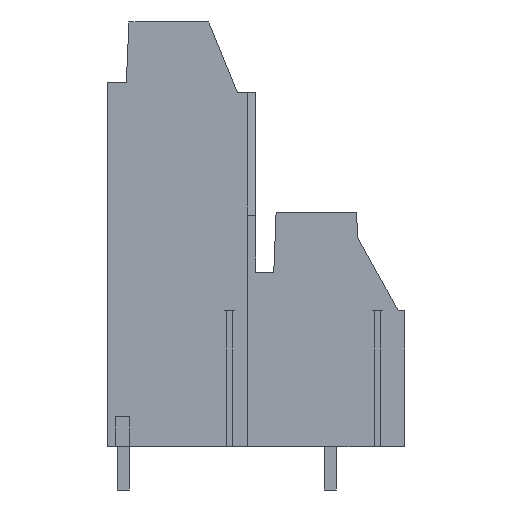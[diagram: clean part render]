
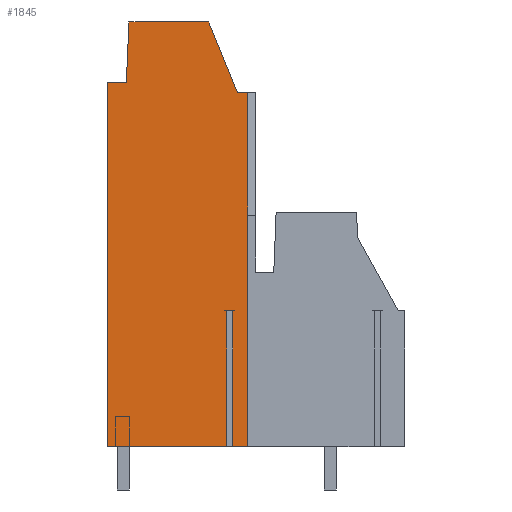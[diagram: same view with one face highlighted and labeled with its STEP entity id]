
A CAD part, left-side view. The second image highlights one B-rep face of the part: STEP entity #1845.
In plain terms, the highlighted planar face has unit normal (-1, 0, 0).
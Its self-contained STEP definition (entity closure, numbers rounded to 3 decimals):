
#1779=AXIS2_PLACEMENT_3D('Plane Axis2P3D',#1776,#1777,#1778) ;
#979=CARTESIAN_POINT('Line Origine',(0.,12.12,3.2)) ;
#983=CARTESIAN_POINT('Vertex',(0.,11.574,3.2)) ;
#985=CARTESIAN_POINT('Vertex',(0.,12.665,3.2)) ;
#1034=CARTESIAN_POINT('Vertex',(0.,13.115,3.2)) ;
#1037=CARTESIAN_POINT('Line Origine',(0.,17.528,3.2)) ;
#1041=CARTESIAN_POINT('Vertex',(0.,21.94,3.2)) ;
#1550=CARTESIAN_POINT('Vertex',(0.,11.574,29.26)) ;
#1553=CARTESIAN_POINT('Line Origine',(0.,11.574,16.23)) ;
#1759=CARTESIAN_POINT('Vertex',(0.,12.337,29.26)) ;
#1762=CARTESIAN_POINT('Line Origine',(0.,11.956,29.26)) ;
#1776=CARTESIAN_POINT('Axis2P3D Location',(0.,11.,17.2)) ;
#1782=CARTESIAN_POINT('Control Point',(0.,20.328,34.47)) ;
#1783=CARTESIAN_POINT('Control Point',(0.,20.521,30.05)) ;
#1784=CARTESIAN_POINT('Vertex',(0.,20.328,34.47)) ;
#1786=CARTESIAN_POINT('Vertex',(0.,20.521,30.05)) ;
#1789=CARTESIAN_POINT('Line Origine',(0.,16.853,30.05)) ;
#1793=CARTESIAN_POINT('Vertex',(0.,21.94,30.05)) ;
#1796=CARTESIAN_POINT('Line Origine',(0.,21.94,34.47)) ;
#1801=CARTESIAN_POINT('Line Origine',(0.,13.115,34.47)) ;
#1805=CARTESIAN_POINT('Vertex',(0.,13.115,13.2)) ;
#1808=CARTESIAN_POINT('Line Origine',(0.,16.853,13.2)) ;
#1812=CARTESIAN_POINT('Vertex',(0.,12.665,13.2)) ;
#1815=CARTESIAN_POINT('Line Origine',(0.,12.665,34.47)) ;
#1821=CARTESIAN_POINT('Control Point',(0.,12.337,29.26)) ;
#1822=CARTESIAN_POINT('Control Point',(0.,14.449,34.47)) ;
#1823=CARTESIAN_POINT('Vertex',(0.,14.449,34.47)) ;
#1826=CARTESIAN_POINT('Line Origine',(0.,16.853,34.47)) ;
#980=DIRECTION('Vector Direction',(0.,1.,0.)) ;
#1038=DIRECTION('Vector Direction',(0.,1.,0.)) ;
#1554=DIRECTION('Vector Direction',(0.,0.,-1.)) ;
#1763=DIRECTION('Vector Direction',(0.,1.,0.)) ;
#1777=DIRECTION('Axis2P3D Direction',(1.,0.,0.)) ;
#1778=DIRECTION('Axis2P3D XDirection',(0.,1.,0.)) ;
#1790=DIRECTION('Vector Direction',(0.,1.,0.)) ;
#1797=DIRECTION('Vector Direction',(0.,0.,1.)) ;
#1802=DIRECTION('Vector Direction',(0.,0.,1.)) ;
#1809=DIRECTION('Vector Direction',(0.,1.,0.)) ;
#1816=DIRECTION('Vector Direction',(0.,0.,1.)) ;
#1827=DIRECTION('Vector Direction',(0.,1.,0.)) ;
#981=VECTOR('Line Direction',#980,1.) ;
#1039=VECTOR('Line Direction',#1038,1.) ;
#1555=VECTOR('Line Direction',#1554,1.) ;
#1764=VECTOR('Line Direction',#1763,1.) ;
#1791=VECTOR('Line Direction',#1790,1.) ;
#1798=VECTOR('Line Direction',#1797,1.) ;
#1803=VECTOR('Line Direction',#1802,1.) ;
#1810=VECTOR('Line Direction',#1809,1.) ;
#1817=VECTOR('Line Direction',#1816,1.) ;
#1828=VECTOR('Line Direction',#1827,1.) ;
#1832=ORIENTED_EDGE('',*,*,#1788,.T.) ;
#1833=ORIENTED_EDGE('',*,*,#1795,.T.) ;
#1834=ORIENTED_EDGE('',*,*,#1800,.T.) ;
#1835=ORIENTED_EDGE('',*,*,#1043,.F.) ;
#1836=ORIENTED_EDGE('',*,*,#1807,.T.) ;
#1837=ORIENTED_EDGE('',*,*,#1814,.T.) ;
#1838=ORIENTED_EDGE('',*,*,#1819,.F.) ;
#1839=ORIENTED_EDGE('',*,*,#987,.F.) ;
#1840=ORIENTED_EDGE('',*,*,#1557,.F.) ;
#1841=ORIENTED_EDGE('',*,*,#1766,.T.) ;
#1842=ORIENTED_EDGE('',*,*,#1825,.T.) ;
#1843=ORIENTED_EDGE('',*,*,#1830,.T.) ;
#1845=ADVANCED_FACE('housing',(#1844),#1780,.F.) ;
#1781=B_SPLINE_CURVE_WITH_KNOTS('',1,(#1782,#1783),.UNSPECIFIED.,.F.,.U.,(2,2),(-2.212,2.212),.UNSPECIFIED.) ;
#1820=B_SPLINE_CURVE_WITH_KNOTS('',1,(#1821,#1822),.UNSPECIFIED.,.F.,.U.,(2,2),(-2.811,2.811),.UNSPECIFIED.) ;
#987=EDGE_CURVE('',#984,#986,#982,.T.) ;
#1043=EDGE_CURVE('',#1035,#1042,#1040,.T.) ;
#1557=EDGE_CURVE('',#1551,#984,#1556,.T.) ;
#1766=EDGE_CURVE('',#1551,#1760,#1765,.T.) ;
#1788=EDGE_CURVE('',#1785,#1787,#1781,.T.) ;
#1795=EDGE_CURVE('',#1787,#1794,#1792,.T.) ;
#1800=EDGE_CURVE('',#1794,#1042,#1799,.F.) ;
#1807=EDGE_CURVE('',#1035,#1806,#1804,.T.) ;
#1814=EDGE_CURVE('',#1806,#1813,#1811,.F.) ;
#1819=EDGE_CURVE('',#986,#1813,#1818,.T.) ;
#1825=EDGE_CURVE('',#1760,#1824,#1820,.T.) ;
#1830=EDGE_CURVE('',#1824,#1785,#1829,.T.) ;
#1831=EDGE_LOOP('',(#1832,#1833,#1834,#1835,#1836,#1837,#1838,#1839,#1840,#1841,#1842,#1843)) ;
#1844=FACE_OUTER_BOUND('',#1831,.T.) ;
#982=LINE('Line',#979,#981) ;
#1040=LINE('Line',#1037,#1039) ;
#1556=LINE('Line',#1553,#1555) ;
#1765=LINE('Line',#1762,#1764) ;
#1792=LINE('Line',#1789,#1791) ;
#1799=LINE('Line',#1796,#1798) ;
#1804=LINE('Line',#1801,#1803) ;
#1811=LINE('Line',#1808,#1810) ;
#1818=LINE('Line',#1815,#1817) ;
#1829=LINE('Line',#1826,#1828) ;
#1780=PLANE('',#1779) ;
#984=VERTEX_POINT('',#983) ;
#986=VERTEX_POINT('',#985) ;
#1035=VERTEX_POINT('',#1034) ;
#1042=VERTEX_POINT('',#1041) ;
#1551=VERTEX_POINT('',#1550) ;
#1760=VERTEX_POINT('',#1759) ;
#1785=VERTEX_POINT('',#1784) ;
#1787=VERTEX_POINT('',#1786) ;
#1794=VERTEX_POINT('',#1793) ;
#1806=VERTEX_POINT('',#1805) ;
#1813=VERTEX_POINT('',#1812) ;
#1824=VERTEX_POINT('',#1823) ;
